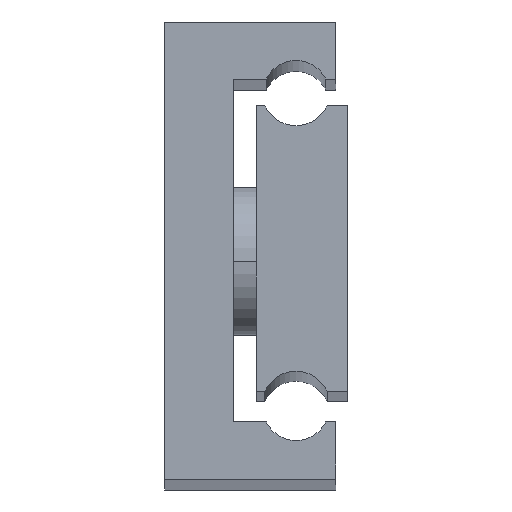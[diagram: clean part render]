
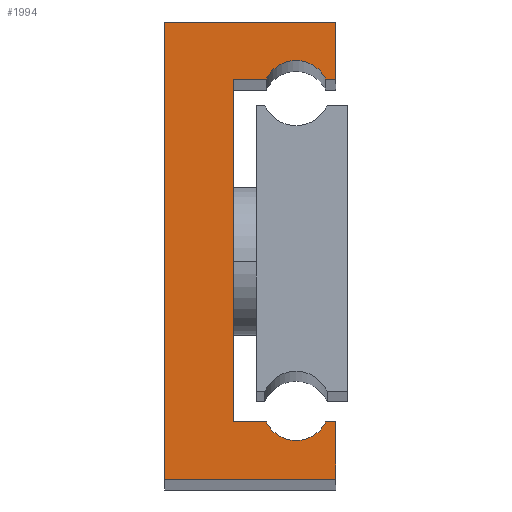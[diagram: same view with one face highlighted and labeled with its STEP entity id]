
A CAD part, top view. The second image highlights one B-rep face of the part: STEP entity #1994.
In plain terms, the highlighted planar face has unit normal (0, 0, 1).
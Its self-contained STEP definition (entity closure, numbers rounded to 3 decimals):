
#2 = CARTESIAN_POINT ( 'NONE',  ( 15., 5., 275. ) ) ;
#7 = VERTEX_POINT ( 'NONE', #446 ) ;
#10 = CARTESIAN_POINT ( 'NONE',  ( 11.5, 33.75, 275. ) ) ;
#33 = VERTEX_POINT ( 'NONE', #2 ) ;
#42 = CARTESIAN_POINT ( 'NONE',  ( 0., 0., 275. ) ) ;
#94 = DIRECTION ( 'NONE',  ( -1., 0., 0. ) ) ;
#125 = ORIENTED_EDGE ( 'NONE', *, *, #216, .T. ) ;
#150 = LINE ( 'NONE', #1481, #1721 ) ;
#152 = EDGE_CURVE ( 'NONE', #2040, #1983, #541, .T. ) ;
#163 = ORIENTED_EDGE ( 'NONE', *, *, #733, .T. ) ;
#170 = ORIENTED_EDGE ( 'NONE', *, *, #976, .T. ) ;
#181 = DIRECTION ( 'NONE',  ( 0., 1., 0. ) ) ;
#198 = CARTESIAN_POINT ( 'NONE',  ( 0., 0., 275. ) ) ;
#213 = VERTEX_POINT ( 'NONE', #42 ) ;
#216 = EDGE_CURVE ( 'NONE', #1785, #213, #1846, .T. ) ;
#225 = LINE ( 'NONE', #567, #959 ) ;
#227 = VECTOR ( 'NONE', #1876, 1000. ) ;
#255 = ORIENTED_EDGE ( 'NONE', *, *, #2077, .T. ) ;
#339 = AXIS2_PLACEMENT_3D ( 'NONE', #723, #914, #2071 ) ;
#352 = ORIENTED_EDGE ( 'NONE', *, *, #152, .T. ) ;
#446 = CARTESIAN_POINT ( 'NONE',  ( 14.105, 5., 275. ) ) ;
#486 = CARTESIAN_POINT ( 'NONE',  ( 15., 5., 275. ) ) ;
#492 = EDGE_CURVE ( 'NONE', #913, #1297, #1655, .T. ) ;
#498 = CARTESIAN_POINT ( 'NONE',  ( 15., 35., 275. ) ) ;
#505 = VERTEX_POINT ( 'NONE', #1445 ) ;
#508 = AXIS2_PLACEMENT_3D ( 'NONE', #882, #2056, #1383 ) ;
#517 = LINE ( 'NONE', #1184, #227 ) ;
#538 = ORIENTED_EDGE ( 'NONE', *, *, #573, .T. ) ;
#541 = CIRCLE ( 'NONE', #508, 2.89 ) ;
#554 = ORIENTED_EDGE ( 'NONE', *, *, #492, .T. ) ;
#557 = ORIENTED_EDGE ( 'NONE', *, *, #1877, .T. ) ;
#567 = CARTESIAN_POINT ( 'NONE',  ( 0., 40., 275. ) ) ;
#573 = EDGE_CURVE ( 'NONE', #33, #7, #2138, .T. ) ;
#582 = VECTOR ( 'NONE', #602, 1000. ) ;
#602 = DIRECTION ( 'NONE',  ( 0., 1., 0. ) ) ;
#615 = EDGE_CURVE ( 'NONE', #1983, #1536, #517, .T. ) ;
#628 = DIRECTION ( 'NONE',  ( -1., 0., 0. ) ) ;
#646 = VECTOR ( 'NONE', #1330, 1000. ) ;
#723 = CARTESIAN_POINT ( 'NONE',  ( 11.5, 6.25, 275. ) ) ;
#733 = EDGE_CURVE ( 'NONE', #1323, #1785, #225, .T. ) ;
#750 = VECTOR ( 'NONE', #865, 1000. ) ;
#756 = EDGE_CURVE ( 'NONE', #1297, #1986, #1215, .T. ) ;
#762 = ORIENTED_EDGE ( 'NONE', *, *, #768, .T. ) ;
#768 = EDGE_CURVE ( 'NONE', #7, #913, #1552, .T. ) ;
#798 = CARTESIAN_POINT ( 'NONE',  ( 14.105, 35., 275. ) ) ;
#804 = CARTESIAN_POINT ( 'NONE',  ( 8.895, 35., 275. ) ) ;
#816 = CARTESIAN_POINT ( 'NONE',  ( 8.895, 5., 275. ) ) ;
#819 = PLANE ( 'NONE',  #2111 ) ;
#865 = DIRECTION ( 'NONE',  ( 0., -1., 0. ) ) ;
#882 = CARTESIAN_POINT ( 'NONE',  ( 11.5, 33.75, 275. ) ) ;
#913 = VERTEX_POINT ( 'NONE', #1797 ) ;
#914 = DIRECTION ( 'NONE',  ( 0., 0., -1. ) ) ;
#959 = VECTOR ( 'NONE', #94, 1000. ) ;
#976 = EDGE_CURVE ( 'NONE', #1986, #2040, #1309, .T. ) ;
#986 = ORIENTED_EDGE ( 'NONE', *, *, #615, .T. ) ;
#1010 = DIRECTION ( 'NONE',  ( 0., 0., -1. ) ) ;
#1014 = CARTESIAN_POINT ( 'NONE',  ( 0., 0., 275. ) ) ;
#1087 = CARTESIAN_POINT ( 'NONE',  ( 15., 40., 275. ) ) ;
#1095 = EDGE_CURVE ( 'NONE', #213, #505, #1670, .T. ) ;
#1105 = DIRECTION ( 'NONE',  ( 1., 0., 0. ) ) ;
#1128 = VECTOR ( 'NONE', #1934, 1000. ) ;
#1184 = CARTESIAN_POINT ( 'NONE',  ( 15., 35., 275. ) ) ;
#1215 = LINE ( 'NONE', #2085, #582 ) ;
#1247 = CARTESIAN_POINT ( 'NONE',  ( 0., 40., 275. ) ) ;
#1254 = ORIENTED_EDGE ( 'NONE', *, *, #756, .T. ) ;
#1282 = CARTESIAN_POINT ( 'NONE',  ( 6., 5., 275. ) ) ;
#1297 = VERTEX_POINT ( 'NONE', #1282 ) ;
#1299 = LINE ( 'NONE', #1087, #1128 ) ;
#1309 = LINE ( 'NONE', #804, #1715 ) ;
#1311 = VECTOR ( 'NONE', #1479, 1000. ) ;
#1317 = CARTESIAN_POINT ( 'NONE',  ( 6., 35., 275. ) ) ;
#1323 = VERTEX_POINT ( 'NONE', #1791 ) ;
#1330 = DIRECTION ( 'NONE',  ( 1., 0., 0. ) ) ;
#1344 = DIRECTION ( 'NONE',  ( -1., 0., 0. ) ) ;
#1383 = DIRECTION ( 'NONE',  ( -1., 0., 0. ) ) ;
#1445 = CARTESIAN_POINT ( 'NONE',  ( 15., 0., 275. ) ) ;
#1479 = DIRECTION ( 'NONE',  ( -1., 0., 0. ) ) ;
#1481 = CARTESIAN_POINT ( 'NONE',  ( 15., 0., 275. ) ) ;
#1536 = VERTEX_POINT ( 'NONE', #498 ) ;
#1552 = CIRCLE ( 'NONE', #339, 2.89 ) ;
#1655 = LINE ( 'NONE', #816, #2004 ) ;
#1670 = LINE ( 'NONE', #1014, #646 ) ;
#1693 = EDGE_LOOP ( 'NONE', ( #125, #2153, #255, #538, #762, #554, #1254, #170, #352, #986, #557, #163 ) ) ;
#1715 = VECTOR ( 'NONE', #1105, 1000. ) ;
#1721 = VECTOR ( 'NONE', #181, 1000. ) ;
#1785 = VERTEX_POINT ( 'NONE', #1247 ) ;
#1791 = CARTESIAN_POINT ( 'NONE',  ( 15., 40., 275. ) ) ;
#1797 = CARTESIAN_POINT ( 'NONE',  ( 8.895, 5., 275. ) ) ;
#1820 = FACE_OUTER_BOUND ( 'NONE', #1693, .T. ) ;
#1844 = CARTESIAN_POINT ( 'NONE',  ( 8.895, 35., 275. ) ) ;
#1846 = LINE ( 'NONE', #198, #750 ) ;
#1876 = DIRECTION ( 'NONE',  ( 1., 0., 0. ) ) ;
#1877 = EDGE_CURVE ( 'NONE', #1536, #1323, #1299, .T. ) ;
#1934 = DIRECTION ( 'NONE',  ( 0., 1., 0. ) ) ;
#1983 = VERTEX_POINT ( 'NONE', #798 ) ;
#1986 = VERTEX_POINT ( 'NONE', #1317 ) ;
#1994 = ADVANCED_FACE ( 'NONE', ( #1820 ), #819, .F. ) ;
#2004 = VECTOR ( 'NONE', #628, 1000. ) ;
#2040 = VERTEX_POINT ( 'NONE', #1844 ) ;
#2056 = DIRECTION ( 'NONE',  ( 0., 0., -1. ) ) ;
#2071 = DIRECTION ( 'NONE',  ( 1., 0., 0. ) ) ;
#2077 = EDGE_CURVE ( 'NONE', #505, #33, #150, .T. ) ;
#2085 = CARTESIAN_POINT ( 'NONE',  ( 6., 5., 275. ) ) ;
#2111 = AXIS2_PLACEMENT_3D ( 'NONE', #10, #1010, #1344 ) ;
#2138 = LINE ( 'NONE', #486, #1311 ) ;
#2153 = ORIENTED_EDGE ( 'NONE', *, *, #1095, .T. ) ;
